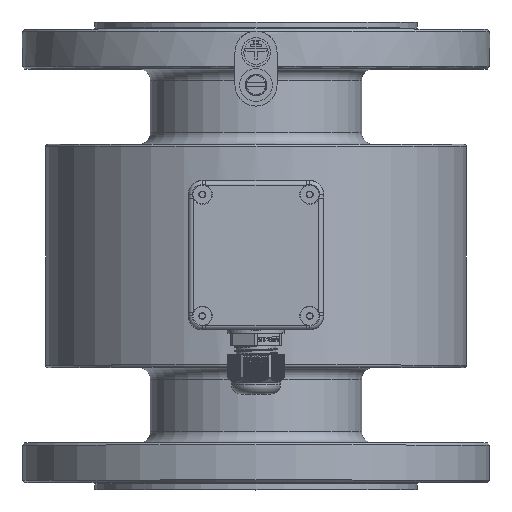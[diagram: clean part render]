
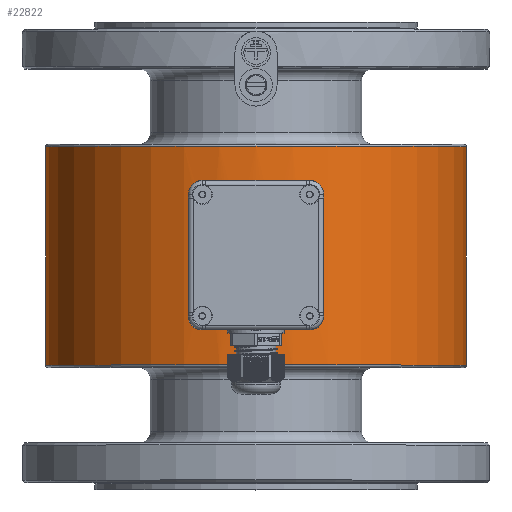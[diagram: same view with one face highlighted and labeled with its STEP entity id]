
A CAD part, top view. The second image highlights one B-rep face of the part: STEP entity #22822.
In plain terms, the highlighted cylindrical face has radius 90 mm (diameter 180 mm), a full revolution.
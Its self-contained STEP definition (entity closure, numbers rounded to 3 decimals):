
#801=FACE_BOUND('',#3055,.T.);
#1551=FACE_OUTER_BOUND('',#3054,.T.);
#3054=EDGE_LOOP('',(#15465,#15466,#15467,#15468));
#3055=EDGE_LOOP('',(#15469));
#4523=CIRCLE('',#24482,90.);
#4526=CIRCLE('',#24486,90.);
#5808=B_SPLINE_CURVE_WITH_KNOTS('',3,(#49119,#49120,#49121,#49122,#49123,
#49124,#49125,#49126,#49127,#49128,#49129,#49130,#49131,#49132,#49133,#49134,
#49135,#49136,#49137,#49138,#49139,#49140,#49141,#49142,#49143,#49144,#49145,
#49146,#49147,#49148,#49149,#49150,#49151,#49152,#49153,#49154,#49155,#49156,
#49157,#49158,#49159,#49160,#49161,#49162,#49163,#49164,#49165,#49166,#49167,
#49168,#49169,#49170,#49171,#49172,#49173,#49174,#49175,#49176,#49177,#49178,
#49179,#49180,#49181,#49182,#49183,#49184),.UNSPECIFIED.,.T.,.F.,(4,2,2,
2,2,2,2,2,2,2,2,2,2,2,2,2,2,2,2,2,2,2,2,2,2,2,2,2,2,2,2,2,4),(-12.707,
-12.31,-11.913,-11.516,-11.119,
-10.722,-10.325,-9.928,-9.53,
-9.133,-8.736,-8.339,-7.942,
-7.545,-7.148,-6.751,-6.354,-5.957,
-5.559,-5.162,-4.765,-4.368,
-3.971,-3.574,-3.177,-2.78,
-2.383,-1.986,-1.588,-1.191,
-0.794,-0.397,0.),.UNSPECIFIED.);
#6329=LINE('',#49117,#7728);
#7728=VECTOR('',#27869,90.);
#9312=VERTEX_POINT('',#49109);
#9314=VERTEX_POINT('',#49115);
#9315=VERTEX_POINT('',#49118);
#11495=EDGE_CURVE('',#9312,#9312,#4523,.T.);
#11498=EDGE_CURVE('',#9314,#9314,#4526,.T.);
#11499=EDGE_CURVE('',#9314,#9312,#6329,.T.);
#11500=EDGE_CURVE('',#9315,#9315,#5808,.T.);
#15465=ORIENTED_EDGE('',*,*,#11498,.F.);
#15466=ORIENTED_EDGE('',*,*,#11499,.T.);
#15467=ORIENTED_EDGE('',*,*,#11495,.F.);
#15468=ORIENTED_EDGE('',*,*,#11499,.F.);
#15469=ORIENTED_EDGE('',*,*,#11500,.T.);
#21059=CYLINDRICAL_SURFACE('',#24485,90.);
#22822=ADVANCED_FACE('',(#1551,#801),#21059,.T.);
#24482=AXIS2_PLACEMENT_3D('',#49110,#27859,#27860);
#24485=AXIS2_PLACEMENT_3D('',#49114,#27865,#27866);
#24486=AXIS2_PLACEMENT_3D('',#49116,#27867,#27868);
#27859=DIRECTION('center_axis',(-1.,0.,0.));
#27860=DIRECTION('ref_axis',(0.,-1.,0.));
#27865=DIRECTION('center_axis',(1.,0.,0.));
#27866=DIRECTION('ref_axis',(0.,1.,0.));
#27867=DIRECTION('center_axis',(1.,0.,0.));
#27868=DIRECTION('ref_axis',(0.,-1.,0.));
#27869=DIRECTION('',(-1.,0.,0.));
#49109=CARTESIAN_POINT('',(-46.75,-254.,0.));
#49110=CARTESIAN_POINT('Origin',(-46.75,-164.,0.));
#49114=CARTESIAN_POINT('Origin',(0.,-164.,0.));
#49115=CARTESIAN_POINT('',(46.75,-254.,0.));
#49116=CARTESIAN_POINT('Origin',(46.75,-164.,0.));
#49117=CARTESIAN_POINT('',(0.,-254.,0.));
#49118=CARTESIAN_POINT('',(-21.,-74.,0.));
#49119=CARTESIAN_POINT('Ctrl Pts',(0.,-76.484,
-21.));
#49120=CARTESIAN_POINT('Ctrl Pts',(1.324,-76.484,-21.));
#49121=CARTESIAN_POINT('Ctrl Pts',(2.691,-76.453,-20.873));
#49122=CARTESIAN_POINT('Ctrl Pts',(5.408,-76.328,-20.339));
#49123=CARTESIAN_POINT('Ctrl Pts',(6.757,-76.233,-19.932));
#49124=CARTESIAN_POINT('Ctrl Pts',(9.343,-75.996,-18.859));
#49125=CARTESIAN_POINT('Ctrl Pts',(10.581,-75.854,-18.192));
#49126=CARTESIAN_POINT('Ctrl Pts',(12.869,-75.55,-16.652));
#49127=CARTESIAN_POINT('Ctrl Pts',(13.92,-75.389,-15.779));
#49128=CARTESIAN_POINT('Ctrl Pts',(15.779,-75.078,-13.92));
#49129=CARTESIAN_POINT('Ctrl Pts',(16.652,-74.917,-12.87));
#49130=CARTESIAN_POINT('Ctrl Pts',(18.192,-74.617,-10.581));
#49131=CARTESIAN_POINT('Ctrl Pts',(18.859,-74.477,-9.343));
#49132=CARTESIAN_POINT('Ctrl Pts',(19.932,-74.245,-6.757));
#49133=CARTESIAN_POINT('Ctrl Pts',(20.339,-74.152,-5.408));
#49134=CARTESIAN_POINT('Ctrl Pts',(20.873,-74.03,-2.691));
#49135=CARTESIAN_POINT('Ctrl Pts',(21.,-74.,-1.324));
#49136=CARTESIAN_POINT('Ctrl Pts',(21.,-74.,1.324));
#49137=CARTESIAN_POINT('Ctrl Pts',(20.873,-74.03,2.691));
#49138=CARTESIAN_POINT('Ctrl Pts',(20.339,-74.152,5.408));
#49139=CARTESIAN_POINT('Ctrl Pts',(19.932,-74.245,6.757));
#49140=CARTESIAN_POINT('Ctrl Pts',(18.859,-74.477,9.343));
#49141=CARTESIAN_POINT('Ctrl Pts',(18.192,-74.617,10.581));
#49142=CARTESIAN_POINT('Ctrl Pts',(16.652,-74.917,12.87));
#49143=CARTESIAN_POINT('Ctrl Pts',(15.779,-75.078,13.92));
#49144=CARTESIAN_POINT('Ctrl Pts',(13.92,-75.389,15.779));
#49145=CARTESIAN_POINT('Ctrl Pts',(12.869,-75.55,16.652));
#49146=CARTESIAN_POINT('Ctrl Pts',(10.581,-75.854,18.192));
#49147=CARTESIAN_POINT('Ctrl Pts',(9.343,-75.996,18.859));
#49148=CARTESIAN_POINT('Ctrl Pts',(6.757,-76.233,19.932));
#49149=CARTESIAN_POINT('Ctrl Pts',(5.408,-76.328,20.339));
#49150=CARTESIAN_POINT('Ctrl Pts',(2.691,-76.453,20.873));
#49151=CARTESIAN_POINT('Ctrl Pts',(1.324,-76.484,21.));
#49152=CARTESIAN_POINT('Ctrl Pts',(-1.324,-76.484,
21.));
#49153=CARTESIAN_POINT('Ctrl Pts',(-2.691,-76.453,
20.873));
#49154=CARTESIAN_POINT('Ctrl Pts',(-5.408,-76.328,
20.339));
#49155=CARTESIAN_POINT('Ctrl Pts',(-6.757,-76.233,19.932));
#49156=CARTESIAN_POINT('Ctrl Pts',(-9.343,-75.996,
18.859));
#49157=CARTESIAN_POINT('Ctrl Pts',(-10.581,-75.854,
18.192));
#49158=CARTESIAN_POINT('Ctrl Pts',(-12.869,-75.55,
16.652));
#49159=CARTESIAN_POINT('Ctrl Pts',(-13.92,-75.389,
15.779));
#49160=CARTESIAN_POINT('Ctrl Pts',(-15.779,-75.078,
13.92));
#49161=CARTESIAN_POINT('Ctrl Pts',(-16.652,-74.917,
12.87));
#49162=CARTESIAN_POINT('Ctrl Pts',(-18.192,-74.617,
10.581));
#49163=CARTESIAN_POINT('Ctrl Pts',(-18.859,-74.477,
9.343));
#49164=CARTESIAN_POINT('Ctrl Pts',(-19.932,-74.245,
6.757));
#49165=CARTESIAN_POINT('Ctrl Pts',(-20.339,-74.152,5.408));
#49166=CARTESIAN_POINT('Ctrl Pts',(-20.873,-74.03,
2.691));
#49167=CARTESIAN_POINT('Ctrl Pts',(-21.,-74.,1.324));
#49168=CARTESIAN_POINT('Ctrl Pts',(-21.,-74.,-1.324));
#49169=CARTESIAN_POINT('Ctrl Pts',(-20.873,-74.03,-2.691));
#49170=CARTESIAN_POINT('Ctrl Pts',(-20.339,-74.152,-5.408));
#49171=CARTESIAN_POINT('Ctrl Pts',(-19.932,-74.245,
-6.757));
#49172=CARTESIAN_POINT('Ctrl Pts',(-18.859,-74.477,
-9.343));
#49173=CARTESIAN_POINT('Ctrl Pts',(-18.192,-74.617,
-10.581));
#49174=CARTESIAN_POINT('Ctrl Pts',(-16.652,-74.917,
-12.87));
#49175=CARTESIAN_POINT('Ctrl Pts',(-15.779,-75.078,
-13.92));
#49176=CARTESIAN_POINT('Ctrl Pts',(-13.92,-75.389,
-15.779));
#49177=CARTESIAN_POINT('Ctrl Pts',(-12.869,-75.55,
-16.652));
#49178=CARTESIAN_POINT('Ctrl Pts',(-10.581,-75.854,
-18.192));
#49179=CARTESIAN_POINT('Ctrl Pts',(-9.343,-75.996,
-18.859));
#49180=CARTESIAN_POINT('Ctrl Pts',(-6.757,-76.233,-19.932));
#49181=CARTESIAN_POINT('Ctrl Pts',(-5.408,-76.328,
-20.339));
#49182=CARTESIAN_POINT('Ctrl Pts',(-2.691,-76.453,
-20.873));
#49183=CARTESIAN_POINT('Ctrl Pts',(-1.324,-76.484,
-21.));
#49184=CARTESIAN_POINT('Ctrl Pts',(0.,-76.484,
-21.));
